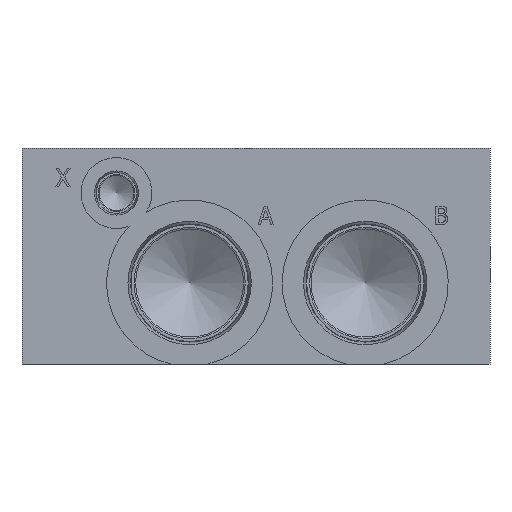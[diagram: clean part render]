
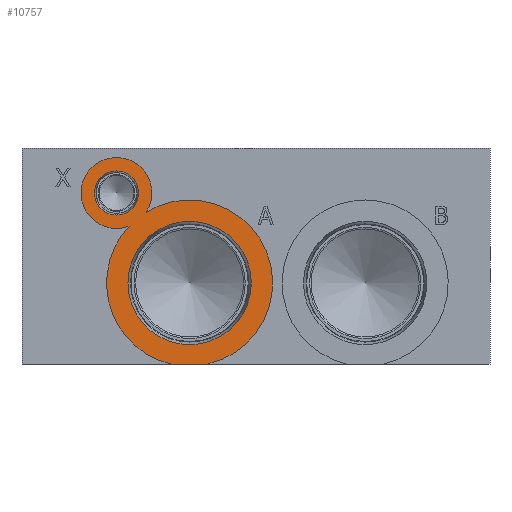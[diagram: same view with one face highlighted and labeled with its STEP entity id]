
A CAD part, left-side view. The second image highlights one B-rep face of the part: STEP entity #10757.
In plain terms, the highlighted planar face has unit normal (-1, 0, 0).
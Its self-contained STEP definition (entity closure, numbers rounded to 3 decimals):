
#197=CIRCLE('',#11240,29.286);
#198=CIRCLE('',#11242,29.286);
#199=CIRCLE('',#11244,21.755);
#200=CIRCLE('',#11245,21.755);
#215=CIRCLE('',#11269,12.51);
#216=CIRCLE('',#11271,7.798);
#217=CIRCLE('',#11272,7.798);
#358=FACE_BOUND('',#1975,.T.);
#359=FACE_BOUND('',#1976,.T.);
#1369=FACE_OUTER_BOUND('',#1974,.T.);
#1974=EDGE_LOOP('',(#9253,#9254,#9255,#9256));
#1975=EDGE_LOOP('',(#9257,#9258));
#1976=EDGE_LOOP('',(#9259,#9260));
#2949=LINE('',#18230,#3928);
#3928=VECTOR('',#12963,10.);
#4853=VERTEX_POINT('',#18227);
#4854=VERTEX_POINT('',#18229);
#4913=VERTEX_POINT('',#18409);
#4914=VERTEX_POINT('',#18413);
#4915=VERTEX_POINT('',#18417);
#4916=VERTEX_POINT('',#18418);
#4932=VERTEX_POINT('',#18469);
#4933=VERTEX_POINT('',#18470);
#6290=EDGE_CURVE('',#4853,#4854,#2949,.T.);
#6376=EDGE_CURVE('',#4854,#4913,#197,.T.);
#6379=EDGE_CURVE('',#4914,#4853,#198,.T.);
#6380=EDGE_CURVE('',#4915,#4916,#199,.T.);
#6381=EDGE_CURVE('',#4916,#4915,#200,.T.);
#6404=EDGE_CURVE('',#4913,#4914,#215,.T.);
#6405=EDGE_CURVE('',#4932,#4933,#216,.T.);
#6406=EDGE_CURVE('',#4933,#4932,#217,.T.);
#9253=ORIENTED_EDGE('',*,*,#6404,.F.);
#9254=ORIENTED_EDGE('',*,*,#6376,.F.);
#9255=ORIENTED_EDGE('',*,*,#6290,.F.);
#9256=ORIENTED_EDGE('',*,*,#6379,.F.);
#9257=ORIENTED_EDGE('',*,*,#6380,.T.);
#9258=ORIENTED_EDGE('',*,*,#6381,.T.);
#9259=ORIENTED_EDGE('',*,*,#6405,.T.);
#9260=ORIENTED_EDGE('',*,*,#6406,.T.);
#9823=PLANE('',#11270);
#10757=ADVANCED_FACE('',(#1369,#358,#359),#9823,.F.);
#11240=AXIS2_PLACEMENT_3D('',#18410,#13173,#13174);
#11242=AXIS2_PLACEMENT_3D('',#18415,#13179,#13180);
#11244=AXIS2_PLACEMENT_3D('',#18419,#13183,#13184);
#11245=AXIS2_PLACEMENT_3D('',#18420,#13185,#13186);
#11269=AXIS2_PLACEMENT_3D('',#18467,#13241,#13242);
#11270=AXIS2_PLACEMENT_3D('',#18468,#13243,#13244);
#11271=AXIS2_PLACEMENT_3D('',#18471,#13245,#13246);
#11272=AXIS2_PLACEMENT_3D('',#18472,#13247,#13248);
#12963=DIRECTION('',(0.,1.,0.));
#13173=DIRECTION('center_axis',(1.,0.,0.));
#13174=DIRECTION('ref_axis',(0.,0.,-1.));
#13179=DIRECTION('center_axis',(1.,0.,0.));
#13180=DIRECTION('ref_axis',(0.,0.,-1.));
#13183=DIRECTION('center_axis',(1.,0.,0.));
#13184=DIRECTION('ref_axis',(0.,0.,-1.));
#13185=DIRECTION('center_axis',(1.,0.,0.));
#13186=DIRECTION('ref_axis',(0.,0.,-1.));
#13241=DIRECTION('center_axis',(1.,0.,0.));
#13242=DIRECTION('ref_axis',(0.,0.,-1.));
#13243=DIRECTION('center_axis',(1.,0.,0.));
#13244=DIRECTION('ref_axis',(0.,0.,-1.));
#13245=DIRECTION('center_axis',(1.,0.,0.));
#13246=DIRECTION('ref_axis',(0.,0.,-1.));
#13247=DIRECTION('center_axis',(1.,0.,0.));
#13248=DIRECTION('ref_axis',(0.,0.,-1.));
#18227=CARTESIAN_POINT('',(0.787,99.554,0.));
#18229=CARTESIAN_POINT('',(0.787,112.384,0.));
#18230=CARTESIAN_POINT('',(0.787,94.259,0.));
#18409=CARTESIAN_POINT('',(0.787,127.297,48.644));
#18410=CARTESIAN_POINT('Origin',(0.787,105.969,28.575));
#18413=CARTESIAN_POINT('',(0.787,121.256,53.554));
#18415=CARTESIAN_POINT('Origin',(0.787,105.969,28.575));
#18417=CARTESIAN_POINT('',(0.787,105.969,50.33));
#18418=CARTESIAN_POINT('',(0.787,105.969,6.82));
#18419=CARTESIAN_POINT('Origin',(0.787,105.969,28.575));
#18420=CARTESIAN_POINT('Origin',(0.787,105.969,28.575));
#18467=CARTESIAN_POINT('Origin',(0.787,131.775,60.325));
#18468=CARTESIAN_POINT('Origin',(0.787,131.775,68.123));
#18469=CARTESIAN_POINT('',(0.787,131.775,68.123));
#18470=CARTESIAN_POINT('',(0.787,131.775,52.527));
#18471=CARTESIAN_POINT('Origin',(0.787,131.775,60.325));
#18472=CARTESIAN_POINT('Origin',(0.787,131.775,60.325));
